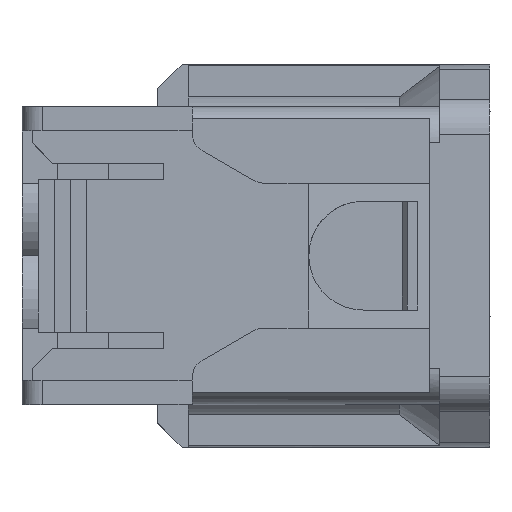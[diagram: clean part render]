
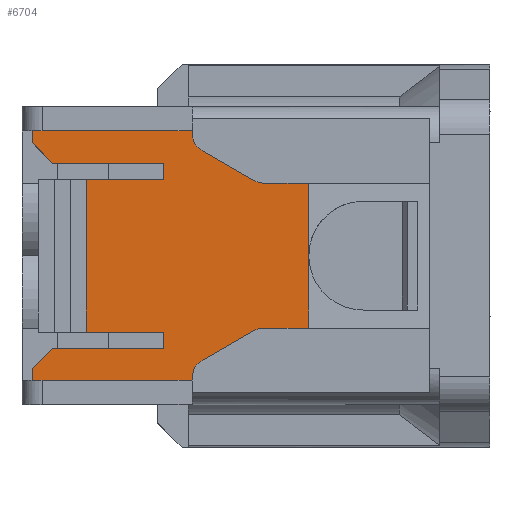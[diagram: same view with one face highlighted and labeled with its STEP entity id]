
A CAD part, top view. The second image highlights one B-rep face of the part: STEP entity #6704.
In plain terms, the highlighted planar face has unit normal (0, 0, 1).
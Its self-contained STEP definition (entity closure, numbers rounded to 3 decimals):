
#3928=AXIS2_PLACEMENT_3D('Circle Axis2P3D',#3926,#3927,$) ;
#4823=AXIS2_PLACEMENT_3D('Circle Axis2P3D',#4821,#4822,$) ;
#5954=AXIS2_PLACEMENT_3D('Circle Axis2P3D',#5952,#5953,$) ;
#6474=AXIS2_PLACEMENT_3D('Circle Axis2P3D',#6472,#6473,$) ;
#6662=AXIS2_PLACEMENT_3D('Plane Axis2P3D',#6659,#6660,#6661) ;
#3012=CARTESIAN_POINT('Vertex',(-22.75,6.2,14.875)) ;
#3015=CARTESIAN_POINT('Line Origine',(-18.475,6.2,14.875)) ;
#3019=CARTESIAN_POINT('Vertex',(-14.2,6.2,14.875)) ;
#3756=CARTESIAN_POINT('Vertex',(-10.182,3.8,14.875)) ;
#3759=CARTESIAN_POINT('Line Origine',(-9.591,3.8,14.875)) ;
#3763=CARTESIAN_POINT('Vertex',(-9.,3.8,14.875)) ;
#3875=CARTESIAN_POINT('Vertex',(-20.05,3.8,14.875)) ;
#3878=CARTESIAN_POINT('Line Origine',(-18.125,3.8,14.875)) ;
#3882=CARTESIAN_POINT('Vertex',(-16.2,3.8,14.875)) ;
#3923=CARTESIAN_POINT('Vertex',(-13.668,5.4,14.875)) ;
#3926=CARTESIAN_POINT('Axis2P3D Location',(-13.668,3.9,14.875)) ;
#3930=CARTESIAN_POINT('Vertex',(-12.892,5.184,14.875)) ;
#3954=CARTESIAN_POINT('Vertex',(-14.2,5.4,14.875)) ;
#3957=CARTESIAN_POINT('Line Origine',(-13.934,5.4,14.875)) ;
#3978=CARTESIAN_POINT('Vertex',(-21.75,4.6,14.875)) ;
#3981=CARTESIAN_POINT('Line Origine',(-22.25,5.1,14.875)) ;
#3985=CARTESIAN_POINT('Vertex',(-22.75,5.6,14.875)) ;
#4107=CARTESIAN_POINT('Vertex',(-20.05,-3.8,14.875)) ;
#4110=CARTESIAN_POINT('Line Origine',(-20.05,0.,14.875)) ;
#4511=CARTESIAN_POINT('Vertex',(-16.2,-3.8,14.875)) ;
#4514=CARTESIAN_POINT('Line Origine',(-16.25,-3.8,14.875)) ;
#4518=CARTESIAN_POINT('Vertex',(-16.3,-3.8,14.875)) ;
#4521=CARTESIAN_POINT('Line Origine',(-18.175,-3.8,14.875)) ;
#4589=CARTESIAN_POINT('Vertex',(-9.,-3.8,14.875)) ;
#4592=CARTESIAN_POINT('Line Origine',(-9.591,-3.8,14.875)) ;
#4596=CARTESIAN_POINT('Vertex',(-10.182,-3.8,14.875)) ;
#4740=CARTESIAN_POINT('Vertex',(-16.2,-4.6,14.875)) ;
#4743=CARTESIAN_POINT('Line Origine',(-16.2,-4.2,14.875)) ;
#4813=CARTESIAN_POINT('Vertex',(-10.958,-4.016,14.875)) ;
#4821=CARTESIAN_POINT('Axis2P3D Location',(-10.182,-5.3,14.875)) ;
#4885=CARTESIAN_POINT('Line Origine',(-18.975,-4.6,14.875)) ;
#4889=CARTESIAN_POINT('Vertex',(-21.75,-4.6,14.875)) ;
#4947=CARTESIAN_POINT('Line Origine',(-11.925,-4.6,14.875)) ;
#4951=CARTESIAN_POINT('Vertex',(-12.892,-5.184,14.875)) ;
#4982=CARTESIAN_POINT('Vertex',(-22.75,-5.6,14.875)) ;
#4987=CARTESIAN_POINT('Line Origine',(-22.25,-5.1,14.875)) ;
#5020=CARTESIAN_POINT('Vertex',(-22.75,-6.2,14.875)) ;
#5023=CARTESIAN_POINT('Line Origine',(-22.75,-5.9,14.875)) ;
#5287=CARTESIAN_POINT('Vertex',(-14.2,-5.4,14.875)) ;
#5292=CARTESIAN_POINT('Line Origine',(-14.2,-5.8,14.875)) ;
#5296=CARTESIAN_POINT('Vertex',(-14.2,-6.2,14.875)) ;
#5354=CARTESIAN_POINT('Line Origine',(-13.934,-5.4,14.875)) ;
#5358=CARTESIAN_POINT('Vertex',(-13.668,-5.4,14.875)) ;
#5952=CARTESIAN_POINT('Axis2P3D Location',(-13.668,-3.9,14.875)) ;
#5976=CARTESIAN_POINT('Vertex',(-9.,0.,14.875)) ;
#6191=CARTESIAN_POINT('Line Origine',(-9.,-1.9,14.875)) ;
#6201=CARTESIAN_POINT('Line Origine',(-9.,1.9,14.875)) ;
#6448=CARTESIAN_POINT('Line Origine',(-11.925,4.6,14.875)) ;
#6452=CARTESIAN_POINT('Vertex',(-10.958,4.016,14.875)) ;
#6472=CARTESIAN_POINT('Axis2P3D Location',(-10.182,5.3,14.875)) ;
#6484=CARTESIAN_POINT('Line Origine',(-16.2,4.2,14.875)) ;
#6488=CARTESIAN_POINT('Vertex',(-16.2,4.6,14.875)) ;
#6508=CARTESIAN_POINT('Line Origine',(-18.975,4.6,14.875)) ;
#6647=CARTESIAN_POINT('Line Origine',(-22.75,5.9,14.875)) ;
#6659=CARTESIAN_POINT('Axis2P3D Location',(-23.25,0.,14.875)) ;
#6664=CARTESIAN_POINT('Line Origine',(-18.475,-6.2,14.875)) ;
#6669=CARTESIAN_POINT('Line Origine',(-14.2,5.8,14.875)) ;
#3016=DIRECTION('Vector Direction',(1.,0.,0.)) ;
#3760=DIRECTION('Vector Direction',(1.,0.,0.)) ;
#3879=DIRECTION('Vector Direction',(-1.,0.,0.)) ;
#3927=DIRECTION('Axis2P3D Direction',(0.,0.,-1.)) ;
#3958=DIRECTION('Vector Direction',(-1.,0.,0.)) ;
#3982=DIRECTION('Vector Direction',(0.707,-0.707,0.)) ;
#4111=DIRECTION('Vector Direction',(0.,1.,0.)) ;
#4515=DIRECTION('Vector Direction',(-1.,0.,0.)) ;
#4522=DIRECTION('Vector Direction',(1.,0.,0.)) ;
#4593=DIRECTION('Vector Direction',(1.,0.,0.)) ;
#4744=DIRECTION('Vector Direction',(0.,-1.,0.)) ;
#4822=DIRECTION('Axis2P3D Direction',(0.,0.,-1.)) ;
#4886=DIRECTION('Vector Direction',(-1.,0.,0.)) ;
#4948=DIRECTION('Vector Direction',(0.856,0.517,0.)) ;
#4988=DIRECTION('Vector Direction',(0.707,0.707,0.)) ;
#5024=DIRECTION('Vector Direction',(0.,-1.,0.)) ;
#5293=DIRECTION('Vector Direction',(0.,1.,0.)) ;
#5355=DIRECTION('Vector Direction',(-1.,0.,0.)) ;
#5953=DIRECTION('Axis2P3D Direction',(0.,0.,-1.)) ;
#6192=DIRECTION('Vector Direction',(0.,1.,0.)) ;
#6202=DIRECTION('Vector Direction',(0.,1.,0.)) ;
#6449=DIRECTION('Vector Direction',(0.856,-0.517,0.)) ;
#6473=DIRECTION('Axis2P3D Direction',(0.,0.,-1.)) ;
#6485=DIRECTION('Vector Direction',(0.,1.,0.)) ;
#6509=DIRECTION('Vector Direction',(1.,0.,0.)) ;
#6648=DIRECTION('Vector Direction',(0.,1.,0.)) ;
#6660=DIRECTION('Axis2P3D Direction',(0.,0.,1.)) ;
#6661=DIRECTION('Axis2P3D XDirection',(0.,1.,0.)) ;
#6665=DIRECTION('Vector Direction',(1.,0.,0.)) ;
#6670=DIRECTION('Vector Direction',(0.,-1.,0.)) ;
#3017=VECTOR('Line Direction',#3016,1.) ;
#3761=VECTOR('Line Direction',#3760,1.) ;
#3880=VECTOR('Line Direction',#3879,1.) ;
#3959=VECTOR('Line Direction',#3958,1.) ;
#3983=VECTOR('Line Direction',#3982,1.) ;
#4112=VECTOR('Line Direction',#4111,1.) ;
#4516=VECTOR('Line Direction',#4515,1.) ;
#4523=VECTOR('Line Direction',#4522,1.) ;
#4594=VECTOR('Line Direction',#4593,1.) ;
#4745=VECTOR('Line Direction',#4744,1.) ;
#4887=VECTOR('Line Direction',#4886,1.) ;
#4949=VECTOR('Line Direction',#4948,1.) ;
#4989=VECTOR('Line Direction',#4988,1.) ;
#5025=VECTOR('Line Direction',#5024,1.) ;
#5294=VECTOR('Line Direction',#5293,1.) ;
#5356=VECTOR('Line Direction',#5355,1.) ;
#6193=VECTOR('Line Direction',#6192,1.) ;
#6203=VECTOR('Line Direction',#6202,1.) ;
#6450=VECTOR('Line Direction',#6449,1.) ;
#6486=VECTOR('Line Direction',#6485,1.) ;
#6510=VECTOR('Line Direction',#6509,1.) ;
#6649=VECTOR('Line Direction',#6648,1.) ;
#6666=VECTOR('Line Direction',#6665,1.) ;
#6671=VECTOR('Line Direction',#6670,1.) ;
#6675=ORIENTED_EDGE('',*,*,#5027,.T.) ;
#6676=ORIENTED_EDGE('',*,*,#6668,.T.) ;
#6677=ORIENTED_EDGE('',*,*,#5298,.F.) ;
#6678=ORIENTED_EDGE('',*,*,#5360,.F.) ;
#6679=ORIENTED_EDGE('',*,*,#5956,.F.) ;
#6680=ORIENTED_EDGE('',*,*,#4953,.F.) ;
#6681=ORIENTED_EDGE('',*,*,#4825,.T.) ;
#6682=ORIENTED_EDGE('',*,*,#4598,.F.) ;
#6683=ORIENTED_EDGE('',*,*,#6195,.T.) ;
#6684=ORIENTED_EDGE('',*,*,#6205,.T.) ;
#6685=ORIENTED_EDGE('',*,*,#3765,.T.) ;
#6686=ORIENTED_EDGE('',*,*,#6476,.T.) ;
#6687=ORIENTED_EDGE('',*,*,#6454,.F.) ;
#6688=ORIENTED_EDGE('',*,*,#3932,.F.) ;
#6689=ORIENTED_EDGE('',*,*,#3961,.F.) ;
#6690=ORIENTED_EDGE('',*,*,#6673,.F.) ;
#6691=ORIENTED_EDGE('',*,*,#3021,.F.) ;
#6692=ORIENTED_EDGE('',*,*,#6651,.F.) ;
#6693=ORIENTED_EDGE('',*,*,#3987,.F.) ;
#6694=ORIENTED_EDGE('',*,*,#6512,.F.) ;
#6695=ORIENTED_EDGE('',*,*,#6490,.F.) ;
#6696=ORIENTED_EDGE('',*,*,#3884,.F.) ;
#6697=ORIENTED_EDGE('',*,*,#4114,.T.) ;
#6698=ORIENTED_EDGE('',*,*,#4525,.T.) ;
#6699=ORIENTED_EDGE('',*,*,#4520,.F.) ;
#6700=ORIENTED_EDGE('',*,*,#4747,.F.) ;
#6701=ORIENTED_EDGE('',*,*,#4891,.T.) ;
#6702=ORIENTED_EDGE('',*,*,#4991,.F.) ;
#6704=ADVANCED_FACE('HSG',(#6703),#6663,.T.) ;
#3929=CIRCLE('generated circle',#3928,1.5) ;
#4824=CIRCLE('generated circle',#4823,1.5) ;
#5955=CIRCLE('generated circle',#5954,1.5) ;
#6475=CIRCLE('generated circle',#6474,1.5) ;
#3021=EDGE_CURVE('',#3013,#3020,#3018,.T.) ;
#3765=EDGE_CURVE('',#3764,#3757,#3762,.F.) ;
#3884=EDGE_CURVE('',#3876,#3883,#3881,.F.) ;
#3932=EDGE_CURVE('',#3924,#3931,#3929,.T.) ;
#3961=EDGE_CURVE('',#3955,#3924,#3960,.F.) ;
#3987=EDGE_CURVE('',#3979,#3986,#3984,.F.) ;
#4114=EDGE_CURVE('',#3876,#4108,#4113,.F.) ;
#4520=EDGE_CURVE('',#4512,#4519,#4517,.T.) ;
#4525=EDGE_CURVE('',#4108,#4519,#4524,.T.) ;
#4598=EDGE_CURVE('',#4590,#4597,#4595,.F.) ;
#4747=EDGE_CURVE('',#4741,#4512,#4746,.F.) ;
#4825=EDGE_CURVE('',#4814,#4597,#4824,.T.) ;
#4891=EDGE_CURVE('',#4741,#4890,#4888,.T.) ;
#4953=EDGE_CURVE('',#4814,#4952,#4950,.F.) ;
#4991=EDGE_CURVE('',#4983,#4890,#4990,.T.) ;
#5027=EDGE_CURVE('',#4983,#5021,#5026,.T.) ;
#5298=EDGE_CURVE('',#5288,#5297,#5295,.F.) ;
#5360=EDGE_CURVE('',#5359,#5288,#5357,.T.) ;
#5956=EDGE_CURVE('',#4952,#5359,#5955,.T.) ;
#6195=EDGE_CURVE('',#4590,#5977,#6194,.T.) ;
#6205=EDGE_CURVE('',#5977,#3764,#6204,.T.) ;
#6454=EDGE_CURVE('',#3931,#6453,#6451,.T.) ;
#6476=EDGE_CURVE('',#3757,#6453,#6475,.T.) ;
#6490=EDGE_CURVE('',#3883,#6489,#6487,.T.) ;
#6512=EDGE_CURVE('',#6489,#3979,#6511,.F.) ;
#6651=EDGE_CURVE('',#3986,#3013,#6650,.T.) ;
#6668=EDGE_CURVE('',#5021,#5297,#6667,.T.) ;
#6673=EDGE_CURVE('',#3020,#3955,#6672,.T.) ;
#6674=EDGE_LOOP('',(#6675,#6676,#6677,#6678,#6679,#6680,#6681,#6682,#6683,#6684,#6685,#6686,#6687,#6688,#6689,#6690,#6691,#6692,#6693,#6694,#6695,#6696,#6697,#6698,#6699,#6700,#6701,#6702)) ;
#6703=FACE_OUTER_BOUND('',#6674,.T.) ;
#3018=LINE('Line',#3015,#3017) ;
#3762=LINE('Line',#3759,#3761) ;
#3881=LINE('Line',#3878,#3880) ;
#3960=LINE('Line',#3957,#3959) ;
#3984=LINE('Line',#3981,#3983) ;
#4113=LINE('Line',#4110,#4112) ;
#4517=LINE('Line',#4514,#4516) ;
#4524=LINE('Line',#4521,#4523) ;
#4595=LINE('Line',#4592,#4594) ;
#4746=LINE('Line',#4743,#4745) ;
#4888=LINE('Line',#4885,#4887) ;
#4950=LINE('Line',#4947,#4949) ;
#4990=LINE('Line',#4987,#4989) ;
#5026=LINE('Line',#5023,#5025) ;
#5295=LINE('Line',#5292,#5294) ;
#5357=LINE('Line',#5354,#5356) ;
#6194=LINE('Line',#6191,#6193) ;
#6204=LINE('Line',#6201,#6203) ;
#6451=LINE('Line',#6448,#6450) ;
#6487=LINE('Line',#6484,#6486) ;
#6511=LINE('Line',#6508,#6510) ;
#6650=LINE('Line',#6647,#6649) ;
#6667=LINE('Line',#6664,#6666) ;
#6672=LINE('Line',#6669,#6671) ;
#6663=PLANE('',#6662) ;
#3013=VERTEX_POINT('',#3012) ;
#3020=VERTEX_POINT('',#3019) ;
#3757=VERTEX_POINT('',#3756) ;
#3764=VERTEX_POINT('',#3763) ;
#3876=VERTEX_POINT('',#3875) ;
#3883=VERTEX_POINT('',#3882) ;
#3924=VERTEX_POINT('',#3923) ;
#3931=VERTEX_POINT('',#3930) ;
#3955=VERTEX_POINT('',#3954) ;
#3979=VERTEX_POINT('',#3978) ;
#3986=VERTEX_POINT('',#3985) ;
#4108=VERTEX_POINT('',#4107) ;
#4512=VERTEX_POINT('',#4511) ;
#4519=VERTEX_POINT('',#4518) ;
#4590=VERTEX_POINT('',#4589) ;
#4597=VERTEX_POINT('',#4596) ;
#4741=VERTEX_POINT('',#4740) ;
#4814=VERTEX_POINT('',#4813) ;
#4890=VERTEX_POINT('',#4889) ;
#4952=VERTEX_POINT('',#4951) ;
#4983=VERTEX_POINT('',#4982) ;
#5021=VERTEX_POINT('',#5020) ;
#5288=VERTEX_POINT('',#5287) ;
#5297=VERTEX_POINT('',#5296) ;
#5359=VERTEX_POINT('',#5358) ;
#5977=VERTEX_POINT('',#5976) ;
#6453=VERTEX_POINT('',#6452) ;
#6489=VERTEX_POINT('',#6488) ;
